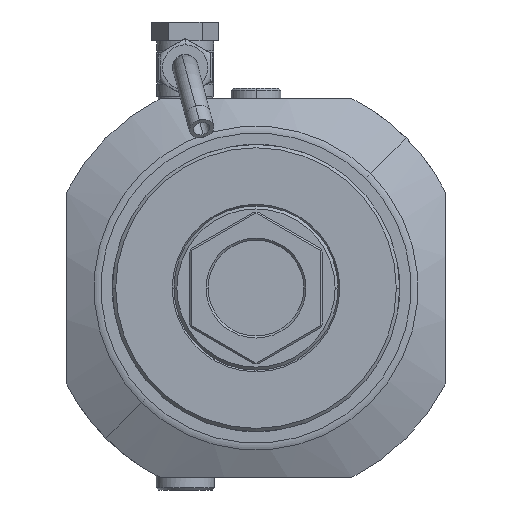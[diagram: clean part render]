
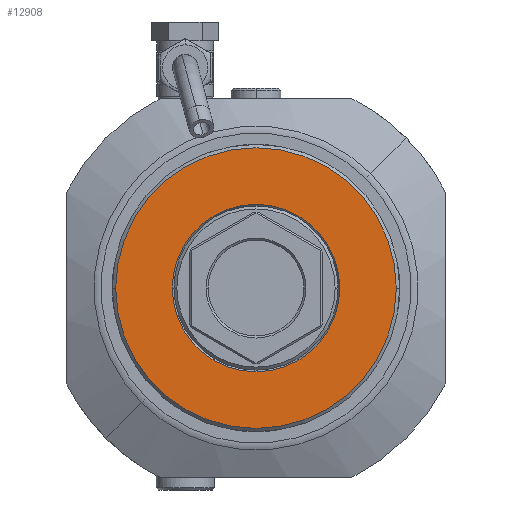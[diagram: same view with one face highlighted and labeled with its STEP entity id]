
A CAD part, left-side view. The second image highlights one B-rep face of the part: STEP entity #12908.
In plain terms, the highlighted planar face has unit normal (-1, 0, 0).
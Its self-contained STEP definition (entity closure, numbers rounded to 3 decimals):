
#3869=CARTESIAN_POINT('',(-26.5,0.,0.));
#3870=DIRECTION('',(-1.,0.,0.));
#3871=DIRECTION('',(0.,1.,0.));
#3872=AXIS2_PLACEMENT_3D('',#3869,#3870,#3871);
#3874=CARTESIAN_POINT('',(-26.5,0.,0.));
#3875=DIRECTION('',(-1.,0.,0.));
#3876=DIRECTION('',(0.,-1.,0.));
#3877=AXIS2_PLACEMENT_3D('',#3874,#3875,#3876);
#3879=CARTESIAN_POINT('',(-26.5,0.,0.));
#3880=DIRECTION('',(1.,0.,0.));
#3881=DIRECTION('',(0.,1.,0.));
#3882=AXIS2_PLACEMENT_3D('',#3879,#3880,#3881);
#3884=CARTESIAN_POINT('',(-26.5,0.,0.));
#3885=DIRECTION('',(1.,0.,0.));
#3886=DIRECTION('',(0.,-1.,0.));
#3887=AXIS2_PLACEMENT_3D('',#3884,#3885,#3886);
#8717=CARTESIAN_POINT('',(-26.5,20.116,0.));
#8718=CARTESIAN_POINT('',(-26.5,-20.116,0.));
#8719=VERTEX_POINT('',#8717);
#8720=VERTEX_POINT('',#8718);
#8721=CARTESIAN_POINT('',(-26.5,33.7,0.));
#8722=CARTESIAN_POINT('',(-26.5,-33.7,0.));
#8723=VERTEX_POINT('',#8721);
#8724=VERTEX_POINT('',#8722);
#12892=CARTESIAN_POINT('',(-26.5,0.,0.));
#12893=DIRECTION('',(-1.,0.,0.));
#12894=DIRECTION('',(0.,1.,0.));
#12895=AXIS2_PLACEMENT_3D('',#12892,#12893,#12894);
#12896=PLANE('',#12895);
#12897=ORIENTED_EDGE('',*,*,#12882,.F.);
#12899=ORIENTED_EDGE('',*,*,#12898,.F.);
#12900=EDGE_LOOP('',(#12897,#12899));
#12901=FACE_OUTER_BOUND('',#12900,.F.);
#12903=ORIENTED_EDGE('',*,*,#12902,.F.);
#12905=ORIENTED_EDGE('',*,*,#12904,.F.);
#12906=EDGE_LOOP('',(#12903,#12905));
#12907=FACE_BOUND('',#12906,.F.);
#3873=CIRCLE('',#3872,33.7);
#3878=CIRCLE('',#3877,33.7);
#3883=CIRCLE('',#3882,20.116);
#3888=CIRCLE('',#3887,20.116);
#12882=EDGE_CURVE('',#8723,#8724,#3873,.T.);
#12898=EDGE_CURVE('',#8724,#8723,#3878,.T.);
#12902=EDGE_CURVE('',#8719,#8720,#3883,.T.);
#12904=EDGE_CURVE('',#8720,#8719,#3888,.T.);
#12908=ADVANCED_FACE('',(#12901,#12907),#12896,.T.);
